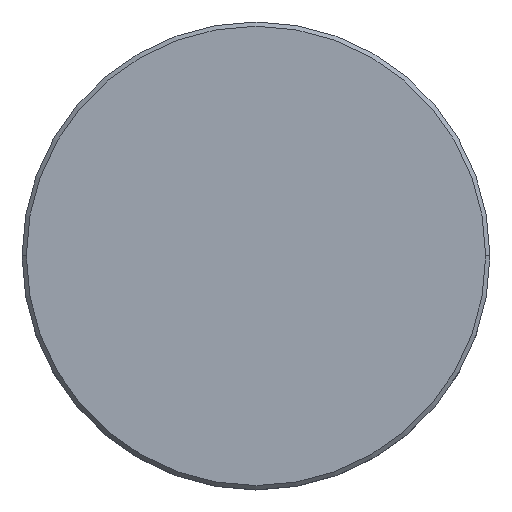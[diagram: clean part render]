
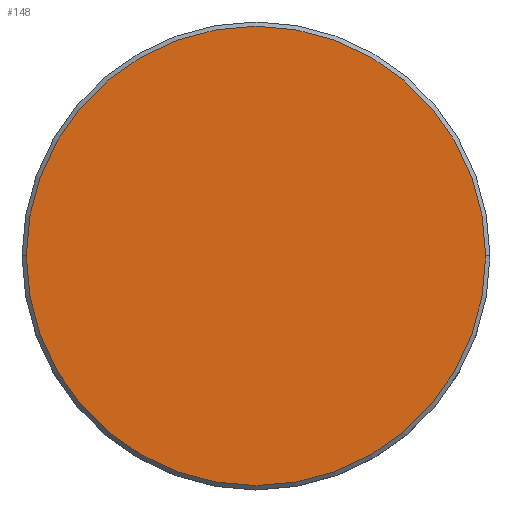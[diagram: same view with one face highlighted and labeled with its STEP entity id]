
A CAD part, top view. The second image highlights one B-rep face of the part: STEP entity #148.
In plain terms, the highlighted planar face has unit normal (0, 0, 1).
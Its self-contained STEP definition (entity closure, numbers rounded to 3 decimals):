
#66 = VERTEX_POINT ( 'NONE', #494 ) ;
#76 = CIRCLE ( 'NONE', #414, 27. ) ;
#89 = DIRECTION ( 'NONE',  ( 1., 0., 0. ) ) ;
#148 = ADVANCED_FACE ( 'NONE', ( #544 ), #287, .T. ) ;
#150 = CARTESIAN_POINT ( 'NONE',  ( 0., 0., 0. ) ) ;
#162 = DIRECTION ( 'NONE',  ( 0., 0., 1. ) ) ;
#191 = EDGE_CURVE ( 'NONE', #329, #66, #361, .T. ) ;
#207 = AXIS2_PLACEMENT_3D ( 'NONE', #364, #389, #381 ) ;
#259 = AXIS2_PLACEMENT_3D ( 'NONE', #150, #162, #524 ) ;
#283 = ORIENTED_EDGE ( 'NONE', *, *, #416, .T. ) ;
#287 = PLANE ( 'NONE',  #259 ) ;
#291 = DIRECTION ( 'NONE',  ( 0., 0., 1. ) ) ;
#329 = VERTEX_POINT ( 'NONE', #484 ) ;
#332 = ORIENTED_EDGE ( 'NONE', *, *, #191, .T. ) ;
#361 = CIRCLE ( 'NONE', #207, 27. ) ;
#364 = CARTESIAN_POINT ( 'NONE',  ( 0., 0., 0. ) ) ;
#381 = DIRECTION ( 'NONE',  ( 1., 0., 0. ) ) ;
#389 = DIRECTION ( 'NONE',  ( 0., 0., 1. ) ) ;
#414 = AXIS2_PLACEMENT_3D ( 'NONE', #502, #291, #89 ) ;
#416 = EDGE_CURVE ( 'NONE', #66, #329, #76, .T. ) ;
#484 = CARTESIAN_POINT ( 'NONE',  ( -27., 0., 0. ) ) ;
#494 = CARTESIAN_POINT ( 'NONE',  ( 27., 0., 0. ) ) ;
#502 = CARTESIAN_POINT ( 'NONE',  ( 0., 0., 0. ) ) ;
#512 = EDGE_LOOP ( 'NONE', ( #332, #283 ) ) ;
#524 = DIRECTION ( 'NONE',  ( 1., 0., 0. ) ) ;
#544 = FACE_OUTER_BOUND ( 'NONE', #512, .T. ) ;
